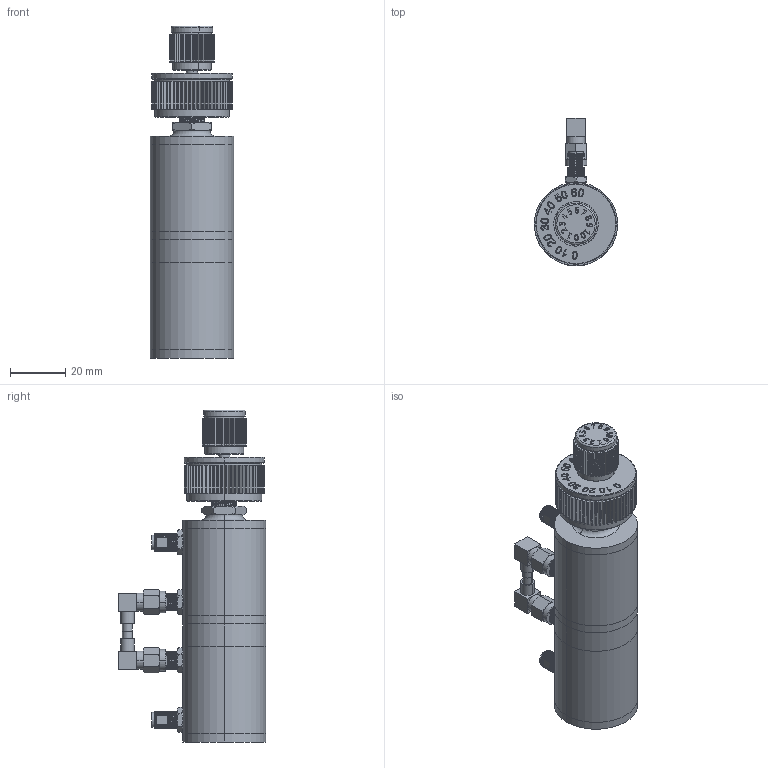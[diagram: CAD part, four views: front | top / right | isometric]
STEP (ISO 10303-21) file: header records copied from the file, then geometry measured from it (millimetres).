
FILE_DESCRIPTION (( 'STEP AP214' ), '1' );
FILE_NAME ('FMAT7440-70_3D.step', '2024-03-15T23:31:05', ( '' ), ( '' ), 'SwSTEP 2.0', 'SolidWorks 2022', '' );
FILE_SCHEMA (( 'AUTOMOTIVE_DESIGN' ));
Length unit declared in the file: millimetre
Products named in the file (9): RSA_BODY_1_MA2; RSA_NUT_MA1; RSA-SMAK_MA1; RSA_KNOB-1_MA2; RSA_KNOB_MA2; RSA-NUT TYPE CONNECTOR_MA1; RSA-NUT2_MA2; FMAT7440-70_3D
Assembly tree (12 placements, depth 3):
  FMAT7440-70_3D
    RSA_BODY_1_MA2
    RSA-SMAK_MA1  x4
      RSA-SMAK_MA1
      RSA-NUT2_MA2
    RSA-NUT TYPE CONNECTOR_MA1  x2
    RSA_KNOB-1_MA2
    RSA_KNOB_MA2
    RSA_NUT_MA1
Bounding box: 30 x 53.3 x 119.8 mm (x, y, z)
Volume: 73202.9 mm3; surface area: 26241.5 mm2
Topology: 20 solids, 20 shells, 2020 faces, 5459 edges, 3536 vertices
Faces by surface type: bspline 661, cylinder 643, plane 620, cone 90, torus 6
Entity records: 155140 total; most frequent: CARTESIAN_POINT 125620, ORIENTED_EDGE 6352, DIRECTION 4308, EDGE_CURVE 3176, VERTEX_POINT 2025, LINE 1556, VECTOR 1556, AXIS2_PLACEMENT_3D 1376
